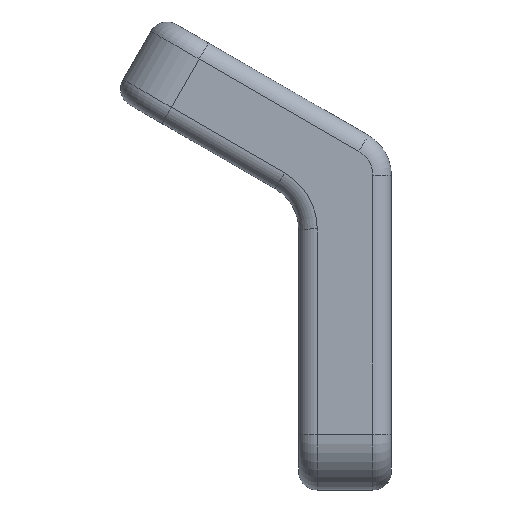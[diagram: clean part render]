
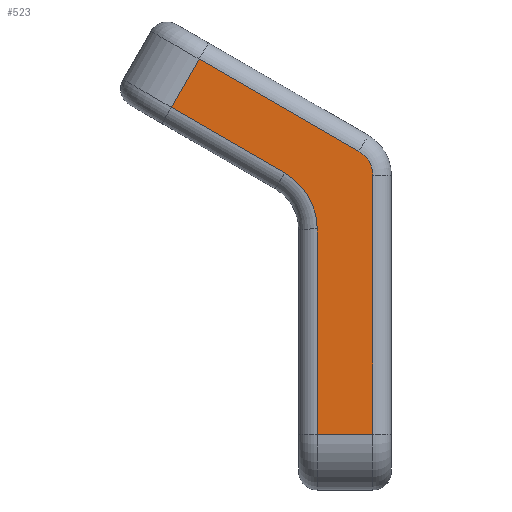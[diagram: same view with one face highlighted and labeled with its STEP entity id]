
A CAD part, top view. The second image highlights one B-rep face of the part: STEP entity #523.
In plain terms, the highlighted planar face has unit normal (0, 0, 1).
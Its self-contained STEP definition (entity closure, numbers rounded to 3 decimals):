
#23=PLANE('',#596);
#33=LINE('',#859,#63);
#39=LINE('',#892,#69);
#41=LINE('',#896,#71);
#43=LINE('',#902,#73);
#44=LINE('',#904,#74);
#45=LINE('',#907,#75);
#63=VECTOR('',#667,10.);
#69=VECTOR('',#707,10.);
#71=VECTOR('',#711,10.);
#73=VECTOR('',#717,10.);
#74=VECTOR('',#718,10.);
#75=VECTOR('',#721,10.);
#120=FACE_OUTER_BOUND('',#156,.T.);
#156=EDGE_LOOP('',(#392,#393,#394,#395,#396,#397,#398,#399));
#194=CIRCLE('',#574,7.);
#208=CIRCLE('',#597,3.);
#236=VERTEX_POINT('',#847);
#239=VERTEX_POINT('',#852);
#241=VERTEX_POINT('',#857);
#251=VERTEX_POINT('',#887);
#252=VERTEX_POINT('',#895);
#254=VERTEX_POINT('',#901);
#255=VERTEX_POINT('',#903);
#256=VERTEX_POINT('',#905);
#284=EDGE_CURVE('',#239,#236,#194,.T.);
#286=EDGE_CURVE('',#241,#239,#33,.T.);
#303=EDGE_CURVE('',#236,#251,#39,.T.);
#305=EDGE_CURVE('',#252,#251,#41,.T.);
#308=EDGE_CURVE('',#241,#254,#43,.T.);
#309=EDGE_CURVE('',#255,#254,#44,.T.);
#310=EDGE_CURVE('',#256,#255,#208,.T.);
#311=EDGE_CURVE('',#252,#256,#45,.T.);
#392=ORIENTED_EDGE('',*,*,#303,.F.);
#393=ORIENTED_EDGE('',*,*,#284,.F.);
#394=ORIENTED_EDGE('',*,*,#286,.F.);
#395=ORIENTED_EDGE('',*,*,#308,.T.);
#396=ORIENTED_EDGE('',*,*,#309,.F.);
#397=ORIENTED_EDGE('',*,*,#310,.F.);
#398=ORIENTED_EDGE('',*,*,#311,.F.);
#399=ORIENTED_EDGE('',*,*,#305,.T.);
#523=ADVANCED_FACE('',(#120),#23,.T.);
#574=AXIS2_PLACEMENT_3D('',#854,#661,#662);
#596=AXIS2_PLACEMENT_3D('',#900,#715,#716);
#597=AXIS2_PLACEMENT_3D('',#906,#719,#720);
#661=DIRECTION('center_axis',(0.,0.,1.));
#662=DIRECTION('ref_axis',(0.866,0.5,0.));
#667=DIRECTION('',(0.,1.,0.));
#707=DIRECTION('',(-0.866,0.5,0.));
#711=DIRECTION('',(-0.5,-0.866,0.));
#715=DIRECTION('center_axis',(0.,0.,1.));
#716=DIRECTION('ref_axis',(1.,0.,0.));
#717=DIRECTION('',(1.,0.,0.));
#718=DIRECTION('',(0.,-1.,0.));
#719=DIRECTION('center_axis',(0.,0.,-1.));
#720=DIRECTION('ref_axis',(0.866,0.5,0.));
#721=DIRECTION('',(0.866,-0.5,0.));
#847=CARTESIAN_POINT('',(32.564,28.175,12.));
#852=CARTESIAN_POINT('',(36.064,22.113,12.));
#854=CARTESIAN_POINT('Origin',(29.064,22.113,12.));
#857=CARTESIAN_POINT('',(36.064,0.,12.));
#859=CARTESIAN_POINT('',(36.064,21.737,12.));
#887=CARTESIAN_POINT('',(20.341,35.232,12.));
#892=CARTESIAN_POINT('',(28.81,30.342,12.));
#895=CARTESIAN_POINT('',(23.341,40.428,12.));
#896=CARTESIAN_POINT('',(24.341,42.16,12.));
#900=CARTESIAN_POINT('Origin',(34.917,21.361,12.));
#901=CARTESIAN_POINT('',(42.064,0.,12.));
#902=CARTESIAN_POINT('',(0.,0.,12.));
#903=CARTESIAN_POINT('',(42.064,27.887,12.));
#904=CARTESIAN_POINT('',(42.064,10.68,12.));
#905=CARTESIAN_POINT('',(40.564,30.485,12.));
#906=CARTESIAN_POINT('Origin',(39.064,27.887,12.));
#907=CARTESIAN_POINT('',(40.422,30.567,12.));
